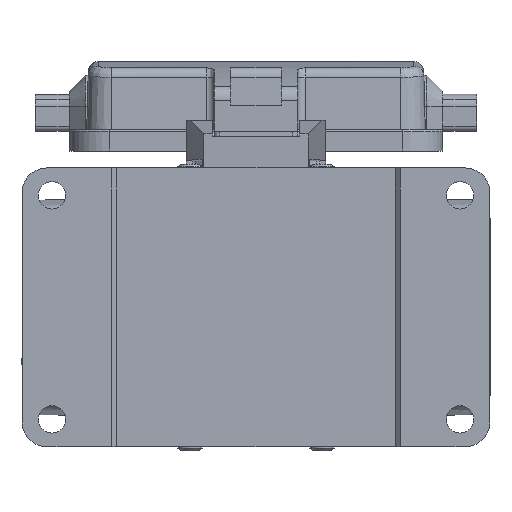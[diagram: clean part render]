
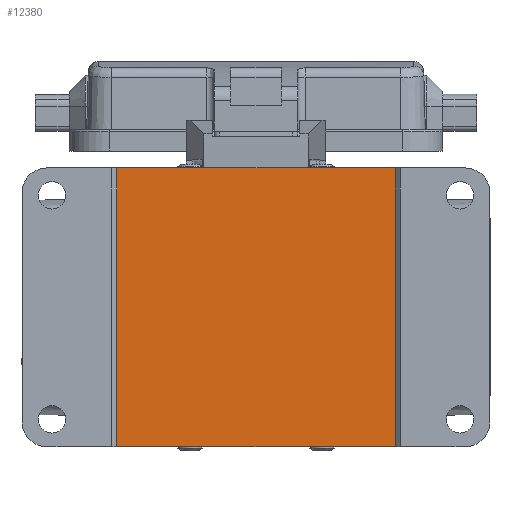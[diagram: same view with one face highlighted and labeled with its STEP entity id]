
A CAD part, front view. The second image highlights one B-rep face of the part: STEP entity #12380.
In plain terms, the highlighted planar face has unit normal (0, -1, 0).
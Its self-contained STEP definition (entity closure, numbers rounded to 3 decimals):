
#3055 = LINE ( 'NONE', #3056, #3308 ) ;
#3056 = CARTESIAN_POINT ( 'NONE',  ( 47., -76., -28. ) ) ;
#3057 = DIRECTION ( 'NONE',  ( -1., 0., 0. ) ) ;
#3058 = LINE ( 'NONE', #3059, #3309 ) ;
#3059 = CARTESIAN_POINT ( 'NONE',  ( -47., -76., 28. ) ) ;
#3060 = DIRECTION ( 'NONE',  ( 1., 0., 0. ) ) ;
#3081 = LINE ( 'NONE', #3082, #3313 ) ;
#3082 = CARTESIAN_POINT ( 'NONE',  ( -28., -76., 33.6 ) ) ;
#3083 = DIRECTION ( 'NONE',  ( 0., 0., -1. ) ) ;
#3307 = VECTOR ( 'NONE', #3732, 1000. ) ;
#3308 = VECTOR ( 'NONE', #3057, 1000. ) ;
#3309 = VECTOR ( 'NONE', #3060, 1000. ) ;
#3313 = VECTOR ( 'NONE', #3083, 1000. ) ;
#3730 = LINE ( 'NONE', #3731, #3307 ) ;
#3731 = CARTESIAN_POINT ( 'NONE',  ( 28., -76., 33.6 ) ) ;
#3732 = DIRECTION ( 'NONE',  ( 0., 0., 1. ) ) ;
#7068 = FACE_OUTER_BOUND ( 'NONE', #16239, .T. ) ;
#7071 = AXIS2_PLACEMENT_3D ( 'NONE', #8303, #8304, #8305 ) ;
#8302 = PLANE ( 'NONE',  #7071 ) ;
#8303 = CARTESIAN_POINT ( 'NONE',  ( 28., -76., 33.6 ) ) ;
#8304 = DIRECTION ( 'NONE',  ( 0., 1., 0. ) ) ;
#8305 = DIRECTION ( 'NONE',  ( 0., 0., 1. ) ) ;
#12380 = ADVANCED_FACE ( 'NONE', ( #7068 ), #8302, .F. ) ;
#13392 = ORIENTED_EDGE ( 'NONE', *, *, #13618, .T. ) ;
#13394 = ORIENTED_EDGE ( 'NONE', *, *, #13734, .T. ) ;
#13409 = ORIENTED_EDGE ( 'NONE', *, *, #13637, .F. ) ;
#13410 = ORIENTED_EDGE ( 'NONE', *, *, #13635, .F. ) ;
#13618 = EDGE_CURVE ( 'NONE', #19095, #17805, #3730, .T. ) ;
#13635 = EDGE_CURVE ( 'NONE', #19095, #19039, #3055, .T. ) ;
#13637 = EDGE_CURVE ( 'NONE', #17754, #17805, #3058, .T. ) ;
#13734 = EDGE_CURVE ( 'NONE', #17754, #19039, #3081, .T. ) ;
#16239 = EDGE_LOOP ( 'NONE', ( #13410, #13392, #13409, #13394 ) ) ;
#16837 = CARTESIAN_POINT ( 'NONE',  ( -28., -76., 28. ) ) ;
#16866 = CARTESIAN_POINT ( 'NONE',  ( 28., -76., 28. ) ) ;
#16903 = CARTESIAN_POINT ( 'NONE',  ( -28., -76., -28. ) ) ;
#16942 = CARTESIAN_POINT ( 'NONE',  ( 28., -76., -28. ) ) ;
#17754 = VERTEX_POINT ( 'NONE', #16837 ) ;
#17805 = VERTEX_POINT ( 'NONE', #16866 ) ;
#19039 = VERTEX_POINT ( 'NONE', #16903 ) ;
#19095 = VERTEX_POINT ( 'NONE', #16942 ) ;
